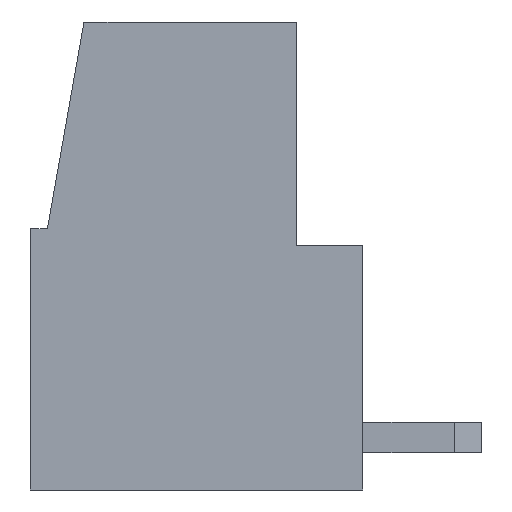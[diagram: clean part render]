
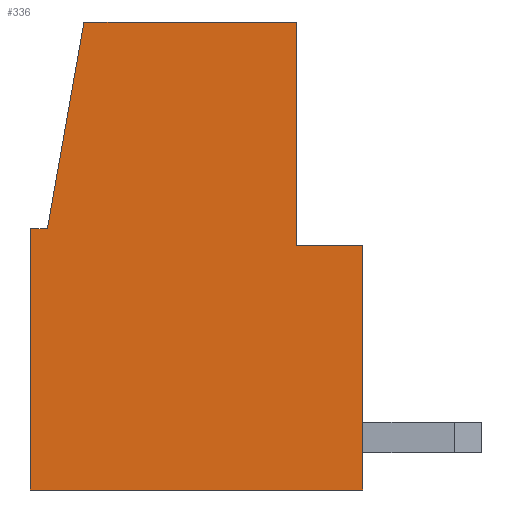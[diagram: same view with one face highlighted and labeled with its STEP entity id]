
A CAD part, left-side view. The second image highlights one B-rep face of the part: STEP entity #336.
In plain terms, the highlighted planar face has unit normal (-1, 0, 0).
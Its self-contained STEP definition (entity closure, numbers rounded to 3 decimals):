
#336 = ADVANCED_FACE( 'F0', ( #831 ), #832, .T. );
#831 = FACE_OUTER_BOUND( '', #1517, .T. );
#832 = PLANE( '', #1518 );
#1517 = EDGE_LOOP( '', ( #2299, #2300, #2301, #2302, #2303, #2304, #2305, #2306 ) );
#1518 = AXIS2_PLACEMENT_3D( '', #2307, #2308, #2309 );
#2299 = ORIENTED_EDGE( '', *, *, #4281, .F. );
#2300 = ORIENTED_EDGE( '', *, *, #4282, .F. );
#2301 = ORIENTED_EDGE( '', *, *, #4283, .F. );
#2302 = ORIENTED_EDGE( '', *, *, #4284, .T. );
#2303 = ORIENTED_EDGE( '', *, *, #4267, .F. );
#2304 = ORIENTED_EDGE( '', *, *, #4285, .F. );
#2305 = ORIENTED_EDGE( '', *, *, #4286, .F. );
#2306 = ORIENTED_EDGE( '', *, *, #4287, .F. );
#2307 = CARTESIAN_POINT( '', ( -2.54, 0., 0. ) );
#2308 = DIRECTION( '', ( -1., 0., 0. ) );
#2309 = DIRECTION( '', ( 0., 1., 0. ) );
#4267 = EDGE_CURVE( '', #5141, #5143, #5144, .T. );
#4281 = EDGE_CURVE( '', #5167, #5168, #5169, .T. );
#4282 = EDGE_CURVE( '', #5170, #5167, #5171, .T. );
#4283 = EDGE_CURVE( '', #5172, #5170, #5173, .T. );
#4284 = EDGE_CURVE( '', #5172, #5143, #5174, .T. );
#4285 = EDGE_CURVE( '', #5175, #5141, #5176, .T. );
#4286 = EDGE_CURVE( '', #5177, #5175, #5178, .T. );
#4287 = EDGE_CURVE( '', #5168, #5177, #5179, .T. );
#5141 = VERTEX_POINT( '', #6394 );
#5143 = VERTEX_POINT( '', #6397 );
#5144 = LINE( '', #6398, #6399 );
#5167 = VERTEX_POINT( '', #6432 );
#5168 = VERTEX_POINT( '', #6433 );
#5169 = LINE( '', #6434, #6435 );
#5170 = VERTEX_POINT( '', #6436 );
#5171 = LINE( '', #6437, #6438 );
#5172 = VERTEX_POINT( '', #6439 );
#5173 = LINE( '', #6440, #6441 );
#5174 = LINE( '', #6442, #6443 );
#5175 = VERTEX_POINT( '', #6444 );
#5176 = LINE( '', #6445, #6446 );
#5177 = VERTEX_POINT( '', #6447 );
#5178 = LINE( '', #6448, #6449 );
#5179 = LINE( '', #6450, #6451 );
#6394 = CARTESIAN_POINT( '', ( -2.54, -9.8, 7.2 ) );
#6397 = CARTESIAN_POINT( '', ( -2.54, -9.8, 0. ) );
#6398 = CARTESIAN_POINT( '', ( -2.54, -9.8, -3.05 ) );
#6399 = VECTOR( '', #7947, 1000. );
#6432 = CARTESIAN_POINT( '', ( -2.54, -0.5, 7.7 ) );
#6433 = CARTESIAN_POINT( '', ( -2.54, -1.576, 13.8 ) );
#6434 = CARTESIAN_POINT( '', ( -2.54, 1.396, -3.05 ) );
#6435 = VECTOR( '', #7958, 1000. );
#6436 = CARTESIAN_POINT( '', ( -2.54, 0., 7.7 ) );
#6437 = CARTESIAN_POINT( '', ( -2.54, -21.3, 7.7 ) );
#6438 = VECTOR( '', #7959, 1000. );
#6439 = CARTESIAN_POINT( '', ( -2.54, 0., 0. ) );
#6440 = CARTESIAN_POINT( '', ( -2.54, 0., -3.05 ) );
#6441 = VECTOR( '', #7960, 1000. );
#6442 = CARTESIAN_POINT( '', ( -2.54, -21.3, 0. ) );
#6443 = VECTOR( '', #7961, 1000. );
#6444 = CARTESIAN_POINT( '', ( -2.54, -7.85, 7.2 ) );
#6445 = CARTESIAN_POINT( '', ( -2.54, -21.3, 7.2 ) );
#6446 = VECTOR( '', #7962, 1000. );
#6447 = CARTESIAN_POINT( '', ( -2.54, -7.85, 13.8 ) );
#6448 = CARTESIAN_POINT( '', ( -2.54, -7.85, -3.05 ) );
#6449 = VECTOR( '', #7963, 1000. );
#6450 = CARTESIAN_POINT( '', ( -2.54, -21.3, 13.8 ) );
#6451 = VECTOR( '', #7964, 1000. );
#7947 = DIRECTION( '', ( 0., 0., -1. ) );
#7958 = DIRECTION( '', ( 0., -0.174, 0.985 ) );
#7959 = DIRECTION( '', ( 0., -1., 0. ) );
#7960 = DIRECTION( '', ( 0., 0., 1. ) );
#7961 = DIRECTION( '', ( 0., -1., 0. ) );
#7962 = DIRECTION( '', ( 0., -1., 0. ) );
#7963 = DIRECTION( '', ( 0., 0., -1. ) );
#7964 = DIRECTION( '', ( 0., -1., 0. ) );
